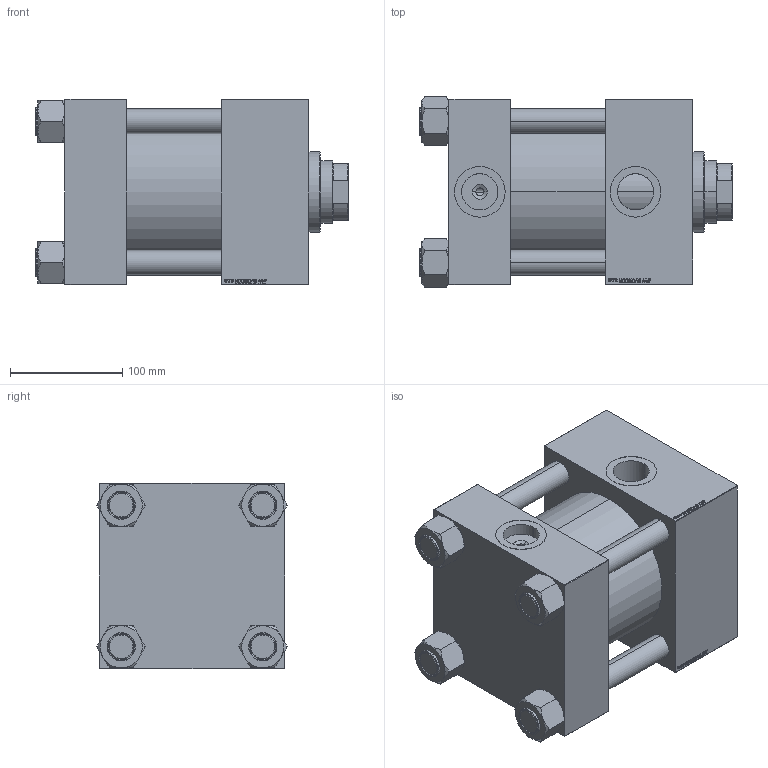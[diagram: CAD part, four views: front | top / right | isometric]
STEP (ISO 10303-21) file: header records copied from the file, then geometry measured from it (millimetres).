
FILE_DESCRIPTION (( 'STEP AP203' ), '1' );
FILE_NAME ('108b.STEP', '2024-01-08T15:19:40', ( '' ), ( '' ), 'SwSTEP 2.0', 'SolidWorks 2019', '' );
FILE_SCHEMA (( 'CONFIG_CONTROL_DESIGN' ));
Length unit declared in the file: millimetre
Products named in the file (6): V215CD_C_TYCINKA 4c5f892e711d9ddaf37526776b21facf; V215CD_Body_C 4c5f892e711d9ddaf37526776b21facf; NUT_M5_V215CD_C 4c5f892e711d9ddaf37526776b21facf; 108b; V215CD_VCP_C 4c5f892e711d9ddaf37526776b21facf; V215CD_VC_C 4c5f892e711d9ddaf37526776b21facf
Assembly tree (11 placements, depth 2):
  108b
    V215CD_Body_C 4c5f892e711d9ddaf37526776b21facf
    V215CD_VC_C 4c5f892e711d9ddaf37526776b21facf
    V215CD_VCP_C 4c5f892e711d9ddaf37526776b21facf
    V215CD_C_TYCINKA 4c5f892e711d9ddaf37526776b21facf  x4
    NUT_M5_V215CD_C 4c5f892e711d9ddaf37526776b21facf  x4
Bounding box: 278 x 169.14 x 165 mm (x, y, z)
Volume: 4494084.5 mm3; surface area: 503769.6 mm2
Topology: 11 solids, 11 shells, 1196 faces, 3034 edges, 1977 vertices
Faces by surface type: plane 574, bspline 392, cone 136, cylinder 86, torus 8
Entity records: 50770 total; most frequent: CARTESIAN_POINT 27280, ORIENTED_EDGE 5332, DIRECTION 3376, EDGE_CURVE 2666, VERTEX_POINT 1755, LINE 1614, VECTOR 1614, EDGE_LOOP 1169
